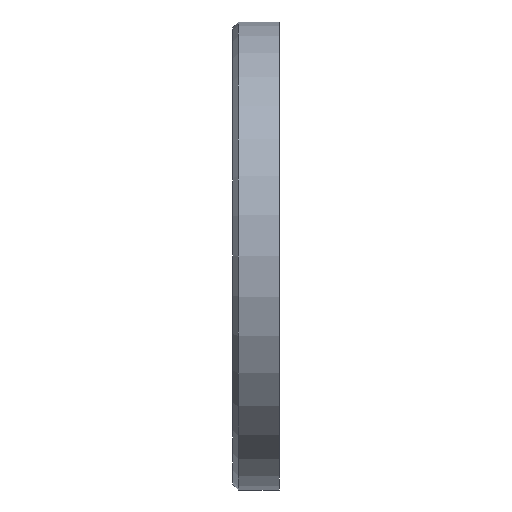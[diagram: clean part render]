
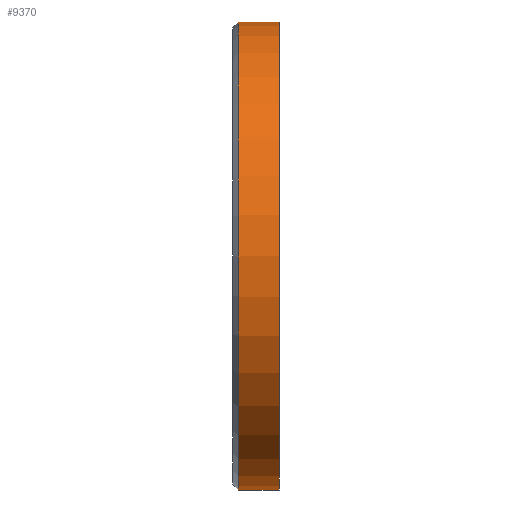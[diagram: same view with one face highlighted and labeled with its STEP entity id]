
A CAD part, left-side view. The second image highlights one B-rep face of the part: STEP entity #9370.
In plain terms, the highlighted cylindrical face has radius 40 mm (diameter 80 mm), a partial arc.
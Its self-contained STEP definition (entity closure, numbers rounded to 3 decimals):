
#144 = CARTESIAN_POINT ( 'NONE',  ( 0., 3., -40. ) ) ;
#514 = DIRECTION ( 'NONE',  ( 0., 0., 1. ) ) ;
#927 = VERTEX_POINT ( 'NONE', #144 ) ;
#1267 = EDGE_CURVE ( 'NONE', #7699, #927, #7515, .T. ) ;
#1291 = VERTEX_POINT ( 'NONE', #5901 ) ;
#1484 = CIRCLE ( 'NONE', #15987, 40. ) ;
#1567 = DIRECTION ( 'NONE',  ( 0., -1., 0. ) ) ;
#1748 = CARTESIAN_POINT ( 'NONE',  ( 0., 4., 40. ) ) ;
#1823 = ORIENTED_EDGE ( 'NONE', *, *, #8007, .T. ) ;
#2233 = VECTOR ( 'NONE', #1567, 1000. ) ;
#2574 = DIRECTION ( 'NONE',  ( 0., 0., 1. ) ) ;
#3330 = FACE_OUTER_BOUND ( 'NONE', #10522, .T. ) ;
#3564 = VECTOR ( 'NONE', #13700, 1000. ) ;
#3938 = ORIENTED_EDGE ( 'NONE', *, *, #1267, .T. ) ;
#5243 = DIRECTION ( 'NONE',  ( 0., 1., 0. ) ) ;
#5835 = CARTESIAN_POINT ( 'NONE',  ( 0., 3., 0. ) ) ;
#5901 = CARTESIAN_POINT ( 'NONE',  ( 0., -4., -40. ) ) ;
#7515 = CIRCLE ( 'NONE', #8580, 40. ) ;
#7562 = ORIENTED_EDGE ( 'NONE', *, *, #13845, .T. ) ;
#7699 = VERTEX_POINT ( 'NONE', #14073 ) ;
#8007 = EDGE_CURVE ( 'NONE', #927, #1291, #16359, .T. ) ;
#8580 = AXIS2_PLACEMENT_3D ( 'NONE', #5835, #15229, #514 ) ;
#8716 = CARTESIAN_POINT ( 'NONE',  ( 0., 4., 0. ) ) ;
#8767 = CYLINDRICAL_SURFACE ( 'NONE', #11423, 40. ) ;
#8944 = CARTESIAN_POINT ( 'NONE',  ( 0., -4., 0. ) ) ;
#9370 = ADVANCED_FACE ( 'NONE', ( #3330 ), #8767, .T. ) ;
#9475 = CARTESIAN_POINT ( 'NONE',  ( 0., 4., -40. ) ) ;
#10522 = EDGE_LOOP ( 'NONE', ( #17015, #3938, #1823, #7562 ) ) ;
#11423 = AXIS2_PLACEMENT_3D ( 'NONE', #8716, #15418, #14245 ) ;
#12123 = EDGE_CURVE ( 'NONE', #7699, #15593, #13536, .T. ) ;
#13536 = LINE ( 'NONE', #1748, #2233 ) ;
#13700 = DIRECTION ( 'NONE',  ( 0., -1., 0. ) ) ;
#13845 = EDGE_CURVE ( 'NONE', #1291, #15593, #1484, .T. ) ;
#14073 = CARTESIAN_POINT ( 'NONE',  ( 0., 3., 40. ) ) ;
#14245 = DIRECTION ( 'NONE',  ( 0., 0., -1. ) ) ;
#14975 = CARTESIAN_POINT ( 'NONE',  ( 0., -4., 40. ) ) ;
#15229 = DIRECTION ( 'NONE',  ( 0., -1., 0. ) ) ;
#15418 = DIRECTION ( 'NONE',  ( 0., -1., 0. ) ) ;
#15593 = VERTEX_POINT ( 'NONE', #14975 ) ;
#15987 = AXIS2_PLACEMENT_3D ( 'NONE', #8944, #5243, #2574 ) ;
#16359 = LINE ( 'NONE', #9475, #3564 ) ;
#17015 = ORIENTED_EDGE ( 'NONE', *, *, #12123, .F. ) ;
